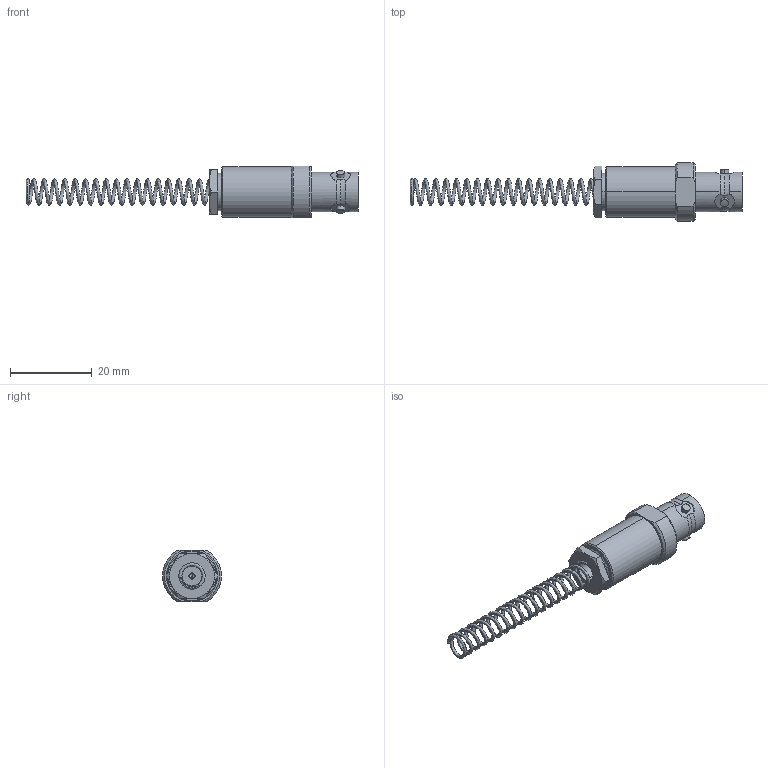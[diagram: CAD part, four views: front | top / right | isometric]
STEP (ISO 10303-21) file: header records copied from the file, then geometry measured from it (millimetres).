
FILE_DESCRIPTION (( 'STEP AP214' ), '1' );
FILE_NAME ('FMCN10-06570-231_3D.step', '2024-04-29T20:05:23', ( '' ), ( '' ), 'SwSTEP 2.0', 'SolidWorks 2022', '' );
FILE_SCHEMA (( 'AUTOMOTIVE_DESIGN' ));
Length unit declared in the file: inch
Products named in the file (4): Copy of 10-06575-XXX-MA1^FMCN10-06570-231; Copy of 10-06575-XXX-MA3^FMCN10-06570-231; Copy of 10-06030-XXX-MA2^FMCN10-06570-231_With Strain Relief; FMCN10-06570-231_3D
Assembly tree (3 placements, depth 2):
  FMCN10-06570-231_3D
    Copy of 10-06575-XXX-MA1^FMCN10-06570-231
    Copy of 10-06575-XXX-MA3^FMCN10-06570-231
    Copy of 10-06030-XXX-MA2^FMCN10-06570-231_With Strain Relief
Bounding box: 81.44 x 14.45 x 12.7 mm (x, y, z)
Volume: 3327.7 mm3; surface area: 3831.8 mm2
Topology: 3 solids, 3 shells, 138 faces, 324 edges, 204 vertices
Faces by surface type: cylinder 45, cone 42, plane 39, torus 10, bspline 2
Entity records: 10556 total; most frequent: CARTESIAN_POINT 7134, DIRECTION 666, ORIENTED_EDGE 644, EDGE_CURVE 322, AXIS2_PLACEMENT_3D 282, VERTEX_POINT 204, EDGE_LOOP 156, CIRCLE 140
